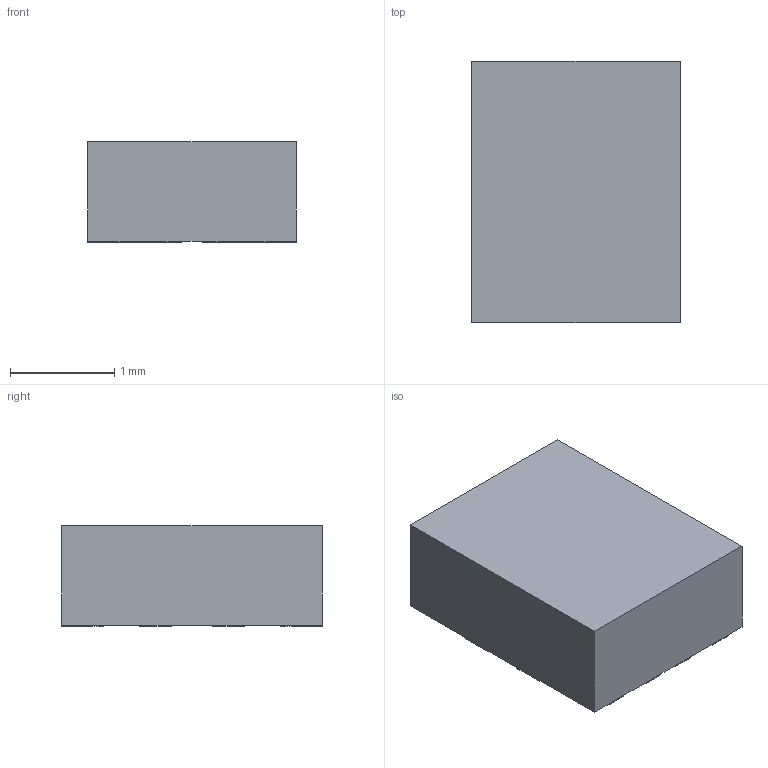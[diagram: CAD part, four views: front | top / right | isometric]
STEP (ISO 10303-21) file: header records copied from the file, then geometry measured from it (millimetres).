
FILE_DESCRIPTION(('FreeCAD Model'),'2;1');
FILE_NAME('Open CASCADE Shape Model','2021-08-03T20:50:38',('Author'),( ''),'Open CASCADE STEP processor 7.5','FreeCAD','Unknown');
FILE_SCHEMA(('AUTOMOTIVE_DESIGN { 1 0 10303 214 1 1 1 1 }'));
Length unit declared in the file: millimetre
Products named in the file (1): Pad001
Bounding box: 2 x 2.5 x 0.96 mm (x, y, z)
Volume: 4.8 mm3; surface area: 18.7 mm2
Topology: 1 solids, 1 shells, 66 faces, 168 edges, 104 vertices
Faces by surface type: plane 55, cylinder 11
Entity records: 2007 total; most frequent: CARTESIAN_POINT 339, ORIENTED_EDGE 336, DIRECTION 324, EDGE_CURVE 168, LINE 146, VECTOR 146, VERTEX_POINT 104, AXIS2_PLACEMENT_3D 89
